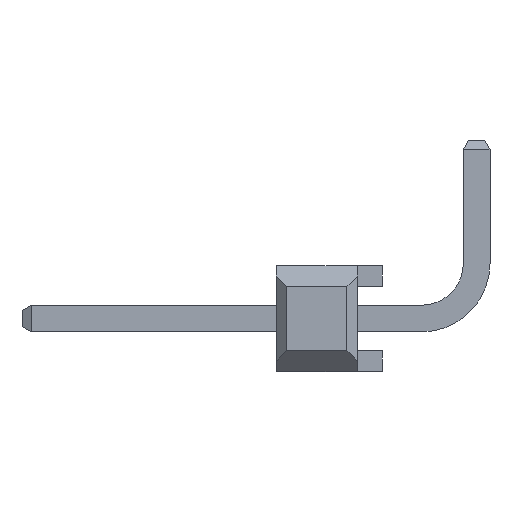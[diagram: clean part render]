
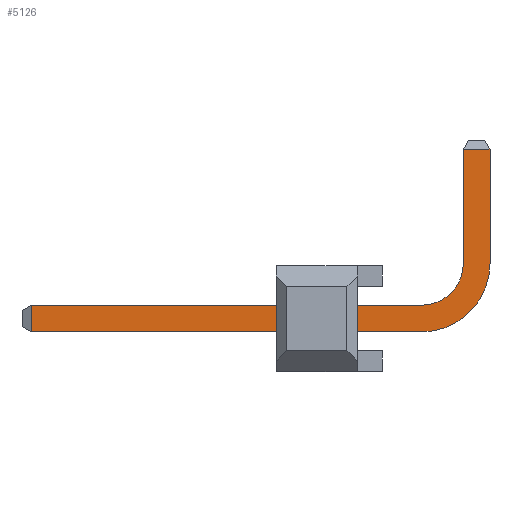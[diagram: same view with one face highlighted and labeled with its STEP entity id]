
A CAD part, left-side view. The second image highlights one B-rep face of the part: STEP entity #5126.
In plain terms, the highlighted planar face has unit normal (-1, 0, 0).
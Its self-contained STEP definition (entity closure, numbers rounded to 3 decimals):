
#4770=DIRECTION('',(0.,1.,0.));
#4771=VECTOR('',#4770,0.64);
#4772=CARTESIAN_POINT('',(-0.32,-0.32,9.223));
#4773=LINE('',#4772,#4771);
#4784=DIRECTION('',(0.,0.,-1.));
#4785=VECTOR('',#4784,9.363);
#4786=CARTESIAN_POINT('',(-0.32,-0.32,9.223));
#4787=LINE('',#4786,#4785);
#4791=CARTESIAN_POINT('',(-0.32,-1.32,-0.14));
#4792=DIRECTION('',(-1.,0.,0.));
#4793=DIRECTION('',(0.,1.,0.));
#4794=AXIS2_PLACEMENT_3D('',#4791,#4792,#4793);
#4799=DIRECTION('',(0.,-1.,0.));
#4800=VECTOR('',#4799,2.733);
#4801=CARTESIAN_POINT('',(-0.32,-1.32,-1.14));
#4802=LINE('',#4801,#4800);
#4835=DIRECTION('',(0.,0.,-1.));
#4836=VECTOR('',#4835,9.363);
#4837=CARTESIAN_POINT('',(-0.32,0.32,9.223));
#4838=LINE('',#4837,#4836);
#4849=CARTESIAN_POINT('',(-0.32,-1.32,-0.14));
#4850=DIRECTION('',(-1.,0.,0.));
#4851=DIRECTION('',(0.,1.,0.));
#4852=AXIS2_PLACEMENT_3D('',#4849,#4850,#4851);
#4864=DIRECTION('',(0.,-1.,0.));
#4865=VECTOR('',#4864,2.733);
#4866=CARTESIAN_POINT('',(-0.32,-1.32,-1.78));
#4867=LINE('',#4866,#4865);
#4934=DIRECTION('',(0.,0.,-1.));
#4935=VECTOR('',#4934,0.64);
#4936=CARTESIAN_POINT('',(-0.32,-4.053,-1.14));
#4937=LINE('',#4936,#4935);
#4985=CARTESIAN_POINT('',(-0.32,-0.32,-0.14));
#4987=VERTEX_POINT('',#4985);
#4988=CARTESIAN_POINT('',(-0.32,0.32,-0.14));
#4990=VERTEX_POINT('',#4988);
#4993=CARTESIAN_POINT('',(-0.32,-1.32,-1.14));
#4995=VERTEX_POINT('',#4993);
#4996=CARTESIAN_POINT('',(-0.32,-1.32,-1.78));
#4998=VERTEX_POINT('',#4996);
#5004=CARTESIAN_POINT('',(-0.32,0.32,9.223));
#5006=VERTEX_POINT('',#5004);
#5014=CARTESIAN_POINT('',(-0.32,-0.32,9.223));
#5015=VERTEX_POINT('',#5014);
#5026=CARTESIAN_POINT('',(-0.32,-4.053,-1.78));
#5027=VERTEX_POINT('',#5026);
#5030=CARTESIAN_POINT('',(-0.32,-4.053,-1.14));
#5031=VERTEX_POINT('',#5030);
#5104=CARTESIAN_POINT('',(-0.32,-0.32,9.44));
#5105=DIRECTION('',(-1.,0.,0.));
#5106=DIRECTION('',(0.,1.,0.));
#5107=AXIS2_PLACEMENT_3D('',#5104,#5105,#5106);
#5108=PLANE('',#5107);
#5109=ORIENTED_EDGE('',*,*,#5098,.F.);
#5111=ORIENTED_EDGE('',*,*,#5110,.T.);
#5113=ORIENTED_EDGE('',*,*,#5112,.T.);
#5115=ORIENTED_EDGE('',*,*,#5114,.T.);
#5117=ORIENTED_EDGE('',*,*,#5116,.T.);
#5119=ORIENTED_EDGE('',*,*,#5118,.F.);
#5121=ORIENTED_EDGE('',*,*,#5120,.F.);
#5123=ORIENTED_EDGE('',*,*,#5122,.F.);
#5124=EDGE_LOOP('',(#5109,#5111,#5113,#5115,#5117,#5119,#5121,#5123));
#5125=FACE_OUTER_BOUND('',#5124,.F.);
#5126=ADVANCED_FACE('',(#5125),#5108,.T.);
#4795=CIRCLE('',#4794,1.);
#4853=CIRCLE('',#4852,1.64);
#5098=EDGE_CURVE('',#5015,#5006,#4773,.T.);
#5110=EDGE_CURVE('',#5015,#4987,#4787,.T.);
#5112=EDGE_CURVE('',#4987,#4995,#4795,.T.);
#5114=EDGE_CURVE('',#4995,#5031,#4802,.T.);
#5116=EDGE_CURVE('',#5031,#5027,#4937,.T.);
#5118=EDGE_CURVE('',#4998,#5027,#4867,.T.);
#5120=EDGE_CURVE('',#4990,#4998,#4853,.T.);
#5122=EDGE_CURVE('',#5006,#4990,#4838,.T.);
